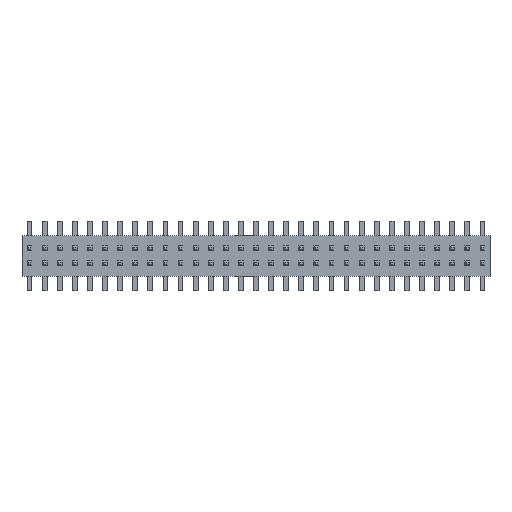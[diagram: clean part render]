
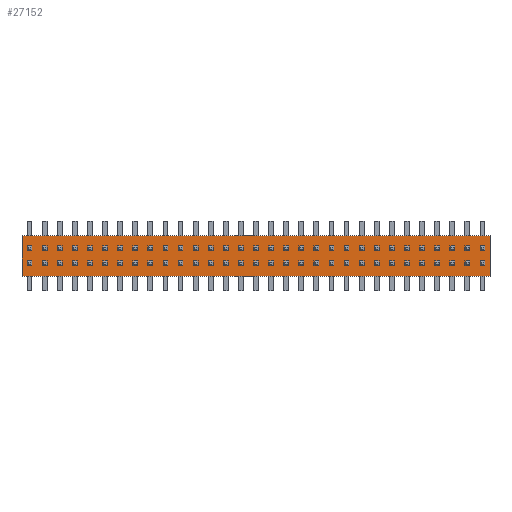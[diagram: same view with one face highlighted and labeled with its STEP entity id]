
A CAD part, top view. The second image highlights one B-rep face of the part: STEP entity #27152.
In plain terms, the highlighted face is planar.
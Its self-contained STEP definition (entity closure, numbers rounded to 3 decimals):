
#27020 = EDGE_CURVE('',#27021,#27023,#27025,.T.);
#27021 = VERTEX_POINT('',#27022);
#27022 = CARTESIAN_POINT('',(-19.685,1.753,-1.715));
#27023 = VERTEX_POINT('',#27024);
#27024 = CARTESIAN_POINT('',(-19.685,1.753,1.715));
#27025 = LINE('',#27026,#27027);
#27026 = CARTESIAN_POINT('',(-19.685,1.753,-1.715));
#27027 = VECTOR('',#27028,1.);
#27028 = DIRECTION('',(0.,0.,1.));
#27060 = EDGE_CURVE('',#27023,#27061,#27063,.T.);
#27061 = VERTEX_POINT('',#27062);
#27062 = CARTESIAN_POINT('',(19.685,1.753,1.715));
#27063 = LINE('',#27064,#27065);
#27064 = CARTESIAN_POINT('',(-19.685,1.753,1.715));
#27065 = VECTOR('',#27066,1.);
#27066 = DIRECTION('',(1.,0.,0.));
#27091 = EDGE_CURVE('',#27061,#27092,#27094,.T.);
#27092 = VERTEX_POINT('',#27093);
#27093 = CARTESIAN_POINT('',(19.685,1.753,-1.715));
#27094 = LINE('',#27095,#27096);
#27095 = CARTESIAN_POINT('',(19.685,1.753,1.715));
#27096 = VECTOR('',#27097,1.);
#27097 = DIRECTION('',(0.,0.,-1.));
#27122 = EDGE_CURVE('',#27092,#27021,#27123,.T.);
#27123 = LINE('',#27124,#27125);
#27124 = CARTESIAN_POINT('',(19.685,1.753,-1.715));
#27125 = VECTOR('',#27126,1.);
#27126 = DIRECTION('',(-1.,0.,0.));
#27152 = ADVANCED_FACE('',(#27153),#27159,.T.);
#27153 = FACE_BOUND('',#27154,.T.);
#27154 = EDGE_LOOP('',(#27155,#27156,#27157,#27158));
#27155 = ORIENTED_EDGE('',*,*,#27020,.T.);
#27156 = ORIENTED_EDGE('',*,*,#27060,.T.);
#27157 = ORIENTED_EDGE('',*,*,#27091,.T.);
#27158 = ORIENTED_EDGE('',*,*,#27122,.T.);
#27159 = PLANE('',#27160);
#27160 = AXIS2_PLACEMENT_3D('',#27161,#27162,#27163);
#27161 = CARTESIAN_POINT('',(0.,1.753,0.));
#27162 = DIRECTION('',(0.,1.,0.));
#27163 = DIRECTION('',(0.,-0.,1.));
